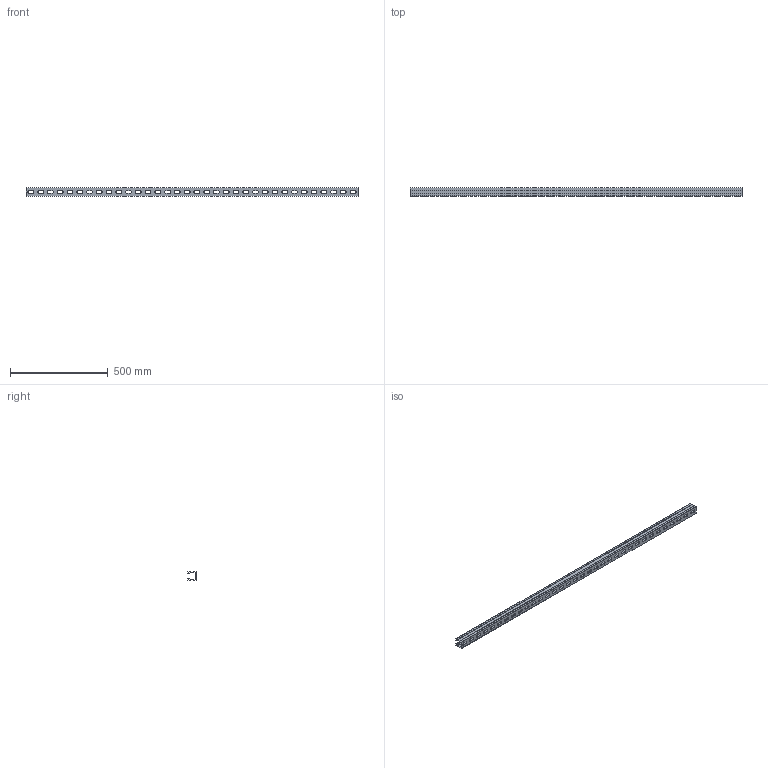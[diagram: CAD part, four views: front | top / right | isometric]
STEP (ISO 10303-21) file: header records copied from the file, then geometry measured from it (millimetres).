
FILE_DESCRIPTION(/* description */ (''),/* implementation_level */ '2;1');
FILE_NAME(/* name */ '',/* time_stamp */ '2023-05-16T10:21:14+03:00',/* author */ ('Man88'),/* organization */ (''),/* preprocessor_version */ 'ST-DEVELOPER v19.2',/* originating_system */ 'Autodesk Inventor 2023',/* authorisation */ '');
FILE_SCHEMA (('AUTOMOTIVE_DESIGN { 1 0 10303 214 3 1 1 }'));
Length unit declared in the file: millimetre
Products named in the file (1): STPU 41-41 -1700 2,5
Bounding box: 1700 x 41 x 41.3 mm (x, y, z)
Volume: 575383.4 mm3; surface area: 475930.2 mm2
Topology: 1 solids, 1 shells, 178 faces, 528 edges, 352 vertices
Faces by surface type: plane 94, cylinder 84
Entity records: 6366 total; most frequent: CARTESIAN_POINT 1059, ORIENTED_EDGE 1056, DIRECTION 1054, EDGE_CURVE 528, LINE 360, VECTOR 360, VERTEX_POINT 352, AXIS2_PLACEMENT_3D 347
